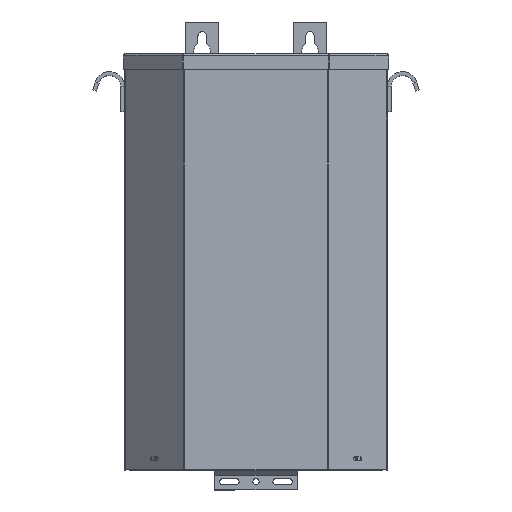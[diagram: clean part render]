
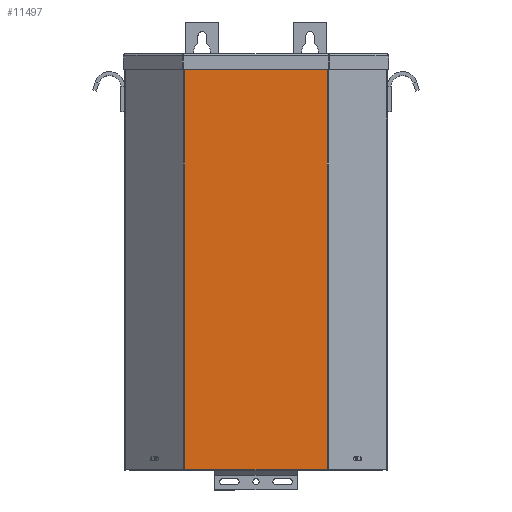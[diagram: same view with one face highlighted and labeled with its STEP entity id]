
A CAD part, top view. The second image highlights one B-rep face of the part: STEP entity #11497.
In plain terms, the highlighted planar face has unit normal (0, 0, 1).
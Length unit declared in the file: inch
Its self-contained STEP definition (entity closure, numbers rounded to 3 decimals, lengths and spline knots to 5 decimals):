
#613 = DIRECTION ( 'NONE',  ( 0., 0., 1. ) ) ;
#1020 = VECTOR ( 'NONE', #10206, 39.37008 ) ;
#1327 = VERTEX_POINT ( 'NONE', #15733 ) ;
#1870 = DIRECTION ( 'NONE',  ( 0., 1., 0. ) ) ;
#2406 = FACE_OUTER_BOUND ( 'NONE', #17524, .T. ) ;
#2551 = EDGE_CURVE ( 'NONE', #2635, #13565, #5070, .T. ) ;
#2635 = VERTEX_POINT ( 'NONE', #6379 ) ;
#3077 = VECTOR ( 'NONE', #8528, 39.37008 ) ;
#3285 = CARTESIAN_POINT ( 'NONE',  ( -3.21, -9.375, 0. ) ) ;
#3813 = EDGE_CURVE ( 'NONE', #13565, #1327, #4830, .T. ) ;
#4830 = LINE ( 'NONE', #14164, #12837 ) ;
#5070 = LINE ( 'NONE', #3285, #1020 ) ;
#5324 = CARTESIAN_POINT ( 'NONE',  ( -3.21, 9.375, 0. ) ) ;
#6379 = CARTESIAN_POINT ( 'NONE',  ( -3.21, -9.375, 0. ) ) ;
#6527 = PLANE ( 'NONE',  #14704 ) ;
#7099 = ORIENTED_EDGE ( 'NONE', *, *, #16595, .T. ) ;
#7113 = CARTESIAN_POINT ( 'NONE',  ( -3.21, 9.375, 0. ) ) ;
#7541 = ORIENTED_EDGE ( 'NONE', *, *, #2551, .T. ) ;
#7837 = LINE ( 'NONE', #5324, #10645 ) ;
#8528 = DIRECTION ( 'NONE',  ( 0., -1., 0. ) ) ;
#9751 = ORIENTED_EDGE ( 'NONE', *, *, #15957, .T. ) ;
#10206 = DIRECTION ( 'NONE',  ( 1., 0., 0. ) ) ;
#10221 = DIRECTION ( 'NONE',  ( 1., 0., 0. ) ) ;
#10645 = VECTOR ( 'NONE', #16614, 39.37008 ) ;
#11497 = ADVANCED_FACE ( 'NONE', ( #2406 ), #6527, .T. ) ;
#12084 = CARTESIAN_POINT ( 'NONE',  ( 0., 0., 0. ) ) ;
#12837 = VECTOR ( 'NONE', #1870, 39.37008 ) ;
#12924 = CARTESIAN_POINT ( 'NONE',  ( -3.21, 9.375, 0. ) ) ;
#13565 = VERTEX_POINT ( 'NONE', #14419 ) ;
#14164 = CARTESIAN_POINT ( 'NONE',  ( 3.21, 9.375, 0. ) ) ;
#14293 = LINE ( 'NONE', #7113, #3077 ) ;
#14419 = CARTESIAN_POINT ( 'NONE',  ( 3.21, -9.375, 0. ) ) ;
#14704 = AXIS2_PLACEMENT_3D ( 'NONE', #12084, #613, #10221 ) ;
#15673 = ORIENTED_EDGE ( 'NONE', *, *, #3813, .T. ) ;
#15733 = CARTESIAN_POINT ( 'NONE',  ( 3.21, 9.375, 0. ) ) ;
#15773 = VERTEX_POINT ( 'NONE', #12924 ) ;
#15957 = EDGE_CURVE ( 'NONE', #1327, #15773, #7837, .T. ) ;
#16595 = EDGE_CURVE ( 'NONE', #15773, #2635, #14293, .T. ) ;
#16614 = DIRECTION ( 'NONE',  ( -1., 0., 0. ) ) ;
#17524 = EDGE_LOOP ( 'NONE', ( #15673, #9751, #7099, #7541 ) ) ;
